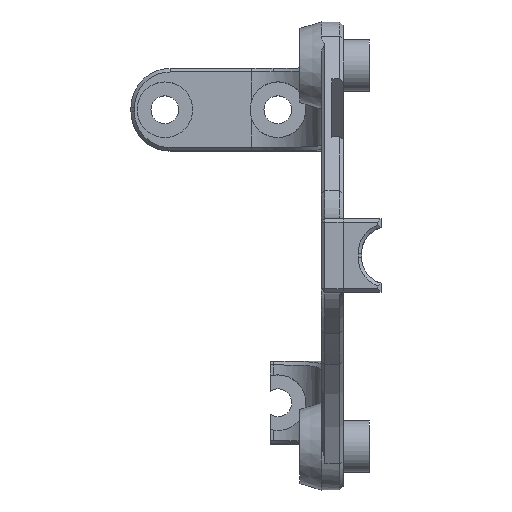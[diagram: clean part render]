
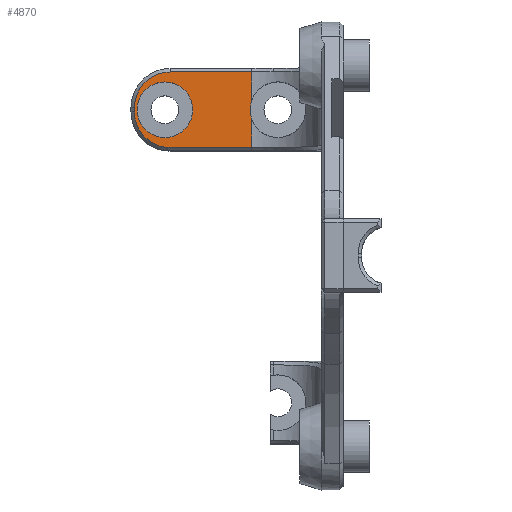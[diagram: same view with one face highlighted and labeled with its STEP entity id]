
A CAD part, top view. The second image highlights one B-rep face of the part: STEP entity #4870.
In plain terms, the highlighted planar face has unit normal (0, 0, 1).
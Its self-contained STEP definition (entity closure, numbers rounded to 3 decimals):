
#25=FACE_BOUND('',#712,.T.);
#425=FACE_OUTER_BOUND('',#711,.T.);
#711=EDGE_LOOP('',(#3864,#3865,#3866,#3867,#3868,#3869,#3870,#3871));
#712=EDGE_LOOP('',(#3872));
#899=CIRCLE('',#5114,4.1);
#902=CIRCLE('',#5119,4.1);
#960=CIRCLE('',#5284,3.2);
#961=CIRCLE('',#5285,3.2);
#1133=LINE('',#7540,#1589);
#1137=LINE('',#7552,#1593);
#1141=LINE('',#7630,#1597);
#1286=LINE('',#8262,#1742);
#1287=LINE('',#8305,#1743);
#1589=VECTOR('',#5803,10.);
#1593=VECTOR('',#5815,10.);
#1597=VECTOR('',#5821,10.);
#1742=VECTOR('',#6262,10.);
#1743=VECTOR('',#6263,10.);
#2084=VERTEX_POINT('',#7519);
#2085=VERTEX_POINT('',#7520);
#2089=VERTEX_POINT('',#7536);
#2091=VERTEX_POINT('',#7542);
#2093=VERTEX_POINT('',#7548);
#2098=VERTEX_POINT('',#7600);
#2223=VERTEX_POINT('',#8261);
#2225=VERTEX_POINT('',#8294);
#2234=VERTEX_POINT('',#8334);
#2580=EDGE_CURVE('',#2084,#2085,#899,.T.);
#2587=EDGE_CURVE('',#2085,#2089,#1133,.T.);
#2590=EDGE_CURVE('',#2089,#2091,#902,.T.);
#2593=EDGE_CURVE('',#2091,#2093,#1137,.T.);
#2601=EDGE_CURVE('',#2098,#2084,#1141,.T.);
#2834=EDGE_CURVE('',#2223,#2093,#1286,.T.);
#2837=EDGE_CURVE('',#2225,#2098,#1287,.T.);
#2850=EDGE_CURVE('',#2225,#2223,#960,.T.);
#2851=EDGE_CURVE('',#2234,#2234,#961,.T.);
#3864=ORIENTED_EDGE('',*,*,#2601,.F.);
#3865=ORIENTED_EDGE('',*,*,#2837,.F.);
#3866=ORIENTED_EDGE('',*,*,#2850,.T.);
#3867=ORIENTED_EDGE('',*,*,#2834,.T.);
#3868=ORIENTED_EDGE('',*,*,#2593,.F.);
#3869=ORIENTED_EDGE('',*,*,#2590,.F.);
#3870=ORIENTED_EDGE('',*,*,#2587,.F.);
#3871=ORIENTED_EDGE('',*,*,#2580,.F.);
#3872=ORIENTED_EDGE('',*,*,#2851,.T.);
#4623=PLANE('',#5283);
#4870=ADVANCED_FACE('',(#425,#25),#4623,.F.);
#5114=AXIS2_PLACEMENT_3D('',#7521,#5794,#5795);
#5119=AXIS2_PLACEMENT_3D('',#7546,#5809,#5810);
#5283=AXIS2_PLACEMENT_3D('',#8332,#6295,#6296);
#5284=AXIS2_PLACEMENT_3D('',#8333,#6297,#6298);
#5285=AXIS2_PLACEMENT_3D('',#8335,#6299,#6300);
#5794=DIRECTION('center_axis',(0.,0.,
-1.));
#5795=DIRECTION('ref_axis',(-0.707,-0.707,0.));
#5803=DIRECTION('',(0.,1.,0.));
#5809=DIRECTION('center_axis',(0.,0.,
-1.));
#5810=DIRECTION('ref_axis',(-0.707,0.707,0.));
#5815=DIRECTION('',(1.,0.,0.));
#5821=DIRECTION('',(-1.,0.,0.));
#6262=DIRECTION('',(0.,1.,0.));
#6263=DIRECTION('',(0.,-1.,0.));
#6295=DIRECTION('center_axis',(0.,0.,
-1.));
#6296=DIRECTION('ref_axis',(1.,0.,0.));
#6297=DIRECTION('center_axis',(0.,0.,
-1.));
#6298=DIRECTION('ref_axis',(0.,1.,0.));
#6299=DIRECTION('center_axis',(0.,0.,
-1.));
#6300=DIRECTION('ref_axis',(0.,1.,0.));
#7519=CARTESIAN_POINT('',(-21.759,12.415,-16.05));
#7520=CARTESIAN_POINT('',(-25.5,16.499,-16.05));
#7521=CARTESIAN_POINT('Origin',(-21.4,16.499,-16.05));
#7536=CARTESIAN_POINT('',(-25.5,16.999,-16.05));
#7540=CARTESIAN_POINT('',(-25.5,12.999,-16.05));
#7542=CARTESIAN_POINT('',(-21.4,21.099,-16.05));
#7546=CARTESIAN_POINT('Origin',(-21.4,16.999,-16.05));
#7548=CARTESIAN_POINT('',(-12.,21.099,-16.05));
#7552=CARTESIAN_POINT('',(-18.05,21.099,-16.05));
#7600=CARTESIAN_POINT('',(-12.,12.415,-16.05));
#7630=CARTESIAN_POINT('',(-4.,12.415,-16.05));
#8261=CARTESIAN_POINT('',(-12.,17.863,-16.05));
#8262=CARTESIAN_POINT('',(-12.,20.398,-16.05));
#8294=CARTESIAN_POINT('',(-12.,15.636,-16.05));
#8305=CARTESIAN_POINT('',(-12.,6.444,-16.05));
#8332=CARTESIAN_POINT('Origin',(-24.574,12.999,-16.05));
#8333=CARTESIAN_POINT('Origin',(-9.,16.749,-16.05));
#8334=CARTESIAN_POINT('',(-22.,13.549,-16.05));
#8335=CARTESIAN_POINT('Origin',(-22.,16.749,-16.05));
